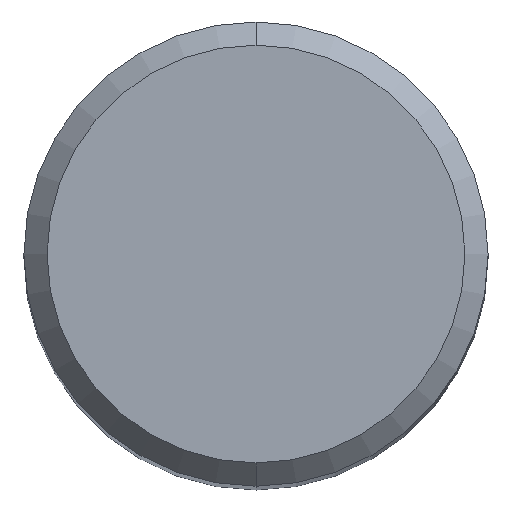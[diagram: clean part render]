
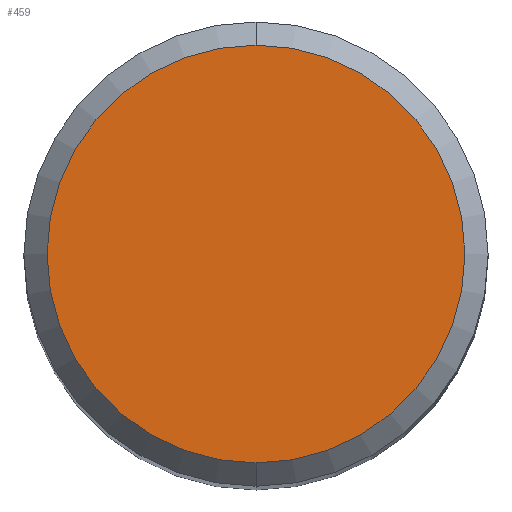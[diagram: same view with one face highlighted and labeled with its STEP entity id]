
A CAD part, top view. The second image highlights one B-rep face of the part: STEP entity #459.
In plain terms, the highlighted planar face has unit normal (0, 0, 1).
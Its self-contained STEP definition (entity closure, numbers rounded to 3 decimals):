
#247=EDGE_CURVE('',#367,#419,#562,.T.);
#367=VERTEX_POINT('',#692);
#411=EDGE_CURVE('',#419,#367,#745,.T.);
#419=VERTEX_POINT('',#753);
#459=ADVANCED_FACE('',(#794),#795,.T.);
#562=CIRCLE('',#964,5.4);
#692=CARTESIAN_POINT('',(0.,-5.4,0.0));
#745=CIRCLE('',#1358,5.4);
#753=CARTESIAN_POINT('',(0.0,5.4,0.0));
#794=FACE_OUTER_BOUND('',#1499,.T.);
#795=PLANE('',#1500);
#964=AXIS2_PLACEMENT_3D('',#1601,#1602,#1603);
#1358=AXIS2_PLACEMENT_3D('',#1827,#1828,#1829);
#1499=EDGE_LOOP('',(#1855,#1856));
#1500=AXIS2_PLACEMENT_3D('',#1857,#1858,#1859);
#1601=CARTESIAN_POINT('',(0.0,0.0,0.0));
#1602=DIRECTION('',(0.0,0.0,-1.0));
#1603=DIRECTION('',(0.0,1.0,0.0));
#1827=CARTESIAN_POINT('',(0.0,0.0,0.0));
#1828=DIRECTION('',(0.0,0.0,-1.0));
#1829=DIRECTION('',(0.0,1.0,0.0));
#1855=ORIENTED_EDGE('',*,*,#411,.F.);
#1856=ORIENTED_EDGE('',*,*,#247,.F.);
#1857=CARTESIAN_POINT('',(0.0,2.7,0.0));
#1858=DIRECTION('',(-0.0,0.0,1.0));
#1859=DIRECTION('',(0.0,-1.0,0.0));
